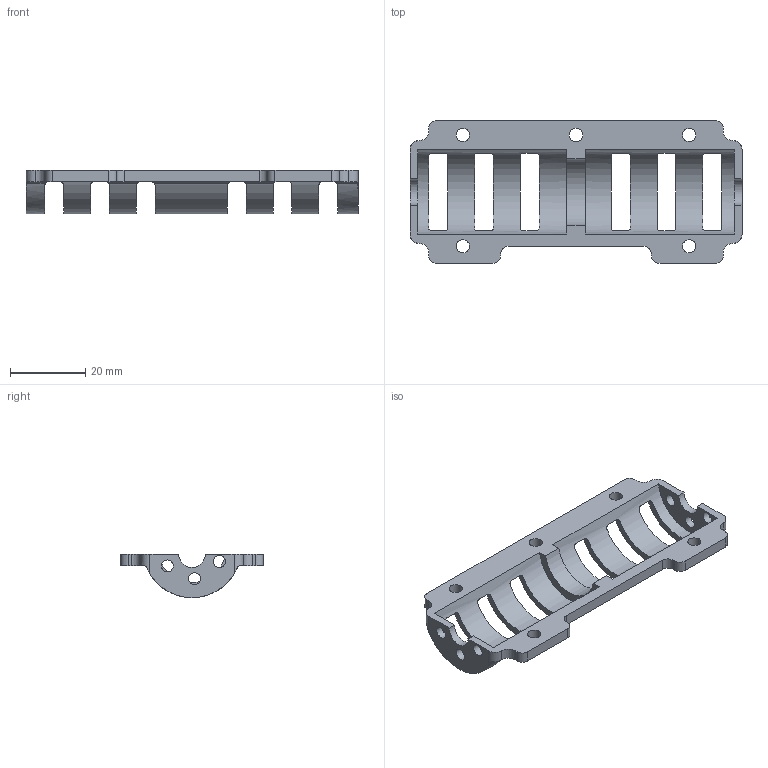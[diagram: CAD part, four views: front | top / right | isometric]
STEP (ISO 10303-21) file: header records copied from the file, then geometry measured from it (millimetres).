
FILE_DESCRIPTION( ( '' ), ' ' );
FILE_NAME( '584eeac6408ec5103c4a63e6.step', '2016-12-12T18:21:58', ( '' ), ( '' ), ' ', ' ', ' ' );
FILE_SCHEMA( ( 'AUTOMOTIVE_DESIGN { 1 0 10303 214 1 1 1 1 }' ) );
Length unit declared in the file: metre
Products named in the file (1): Part 1
Bounding box: 88 x 37.79 x 11.5 mm (x, y, z)
Volume: 7021.7 mm3; surface area: 8033.4 mm2
Topology: 1 solids, 1 shells, 107 faces, 341 edges, 230 vertices
Faces by surface type: cylinder 75, plane 32
Full cylindrical faces by diameter (mm): 3.2 x6, 3.5 x5
Entity records: 4862 total; most frequent: CARTESIAN_POINT 1004, ORIENTED_EDGE 644, DIRECTION 592, EDGE_CURVE 322, VERTEX_POINT 222, AXIS2_PLACEMENT_3D 218, LINE 156, VECTOR 156
